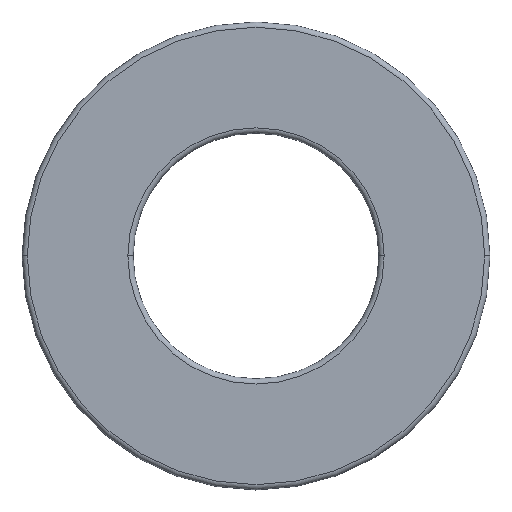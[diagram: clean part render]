
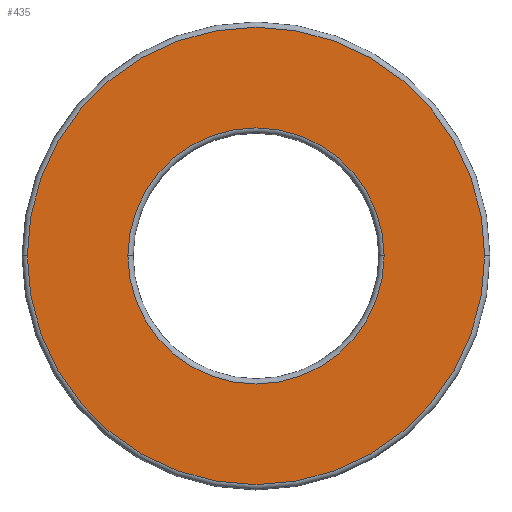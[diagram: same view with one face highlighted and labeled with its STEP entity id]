
A CAD part, top view. The second image highlights one B-rep face of the part: STEP entity #435.
In plain terms, the highlighted planar face has unit normal (0, 0, 1).
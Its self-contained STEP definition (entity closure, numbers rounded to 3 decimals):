
#13 = AXIS2_PLACEMENT_3D ( 'NONE', #55, #309, #88 ) ;
#17 = DIRECTION ( 'NONE',  ( 0., 0., -1. ) ) ;
#21 = AXIS2_PLACEMENT_3D ( 'NONE', #383, #202, #206 ) ;
#33 = FACE_BOUND ( 'NONE', #288, .T. ) ;
#42 = CARTESIAN_POINT ( 'NONE',  ( -4.38, 0., 0.9 ) ) ;
#48 = EDGE_CURVE ( 'NONE', #112, #446, #108, .T. ) ;
#55 = CARTESIAN_POINT ( 'NONE',  ( 0., 0., 0.9 ) ) ;
#73 = DIRECTION ( 'NONE',  ( 1., 0., 0. ) ) ;
#76 = ORIENTED_EDGE ( 'NONE', *, *, #48, .T. ) ;
#88 = DIRECTION ( 'NONE',  ( 1., 0., 0. ) ) ;
#89 = EDGE_CURVE ( 'NONE', #446, #112, #127, .T. ) ;
#108 = CIRCLE ( 'NONE', #21, 7.82 ) ;
#111 = FACE_OUTER_BOUND ( 'NONE', #332, .T. ) ;
#112 = VERTEX_POINT ( 'NONE', #380 ) ;
#119 = ORIENTED_EDGE ( 'NONE', *, *, #89, .T. ) ;
#127 = CIRCLE ( 'NONE', #168, 7.82 ) ;
#147 = CARTESIAN_POINT ( 'NONE',  ( 4.38, 0., 0.9 ) ) ;
#168 = AXIS2_PLACEMENT_3D ( 'NONE', #359, #392, #429 ) ;
#172 = ORIENTED_EDGE ( 'NONE', *, *, #349, .T. ) ;
#182 = PLANE ( 'NONE',  #13 ) ;
#191 = CIRCLE ( 'NONE', #295, 4.38 ) ;
#194 = AXIS2_PLACEMENT_3D ( 'NONE', #399, #428, #73 ) ;
#202 = DIRECTION ( 'NONE',  ( 0., 0., 1. ) ) ;
#206 = DIRECTION ( 'NONE',  ( 1., 0., 0. ) ) ;
#253 = CIRCLE ( 'NONE', #194, 4.38 ) ;
#288 = EDGE_LOOP ( 'NONE', ( #312, #172 ) ) ;
#295 = AXIS2_PLACEMENT_3D ( 'NONE', #372, #17, #408 ) ;
#308 = VERTEX_POINT ( 'NONE', #147 ) ;
#309 = DIRECTION ( 'NONE',  ( 0., 0., 1. ) ) ;
#312 = ORIENTED_EDGE ( 'NONE', *, *, #445, .T. ) ;
#330 = VERTEX_POINT ( 'NONE', #42 ) ;
#332 = EDGE_LOOP ( 'NONE', ( #76, #119 ) ) ;
#339 = CARTESIAN_POINT ( 'NONE',  ( -7.82, 0., 0.9 ) ) ;
#349 = EDGE_CURVE ( 'NONE', #330, #308, #253, .T. ) ;
#359 = CARTESIAN_POINT ( 'NONE',  ( 0., 0., 0.9 ) ) ;
#372 = CARTESIAN_POINT ( 'NONE',  ( 0., 0., 0.9 ) ) ;
#380 = CARTESIAN_POINT ( 'NONE',  ( 7.82, 0., 0.9 ) ) ;
#383 = CARTESIAN_POINT ( 'NONE',  ( 0., 0., 0.9 ) ) ;
#392 = DIRECTION ( 'NONE',  ( 0., 0., 1. ) ) ;
#399 = CARTESIAN_POINT ( 'NONE',  ( 0., 0., 0.9 ) ) ;
#408 = DIRECTION ( 'NONE',  ( 1., 0., 0. ) ) ;
#428 = DIRECTION ( 'NONE',  ( 0., 0., -1. ) ) ;
#429 = DIRECTION ( 'NONE',  ( 1., 0., 0. ) ) ;
#435 = ADVANCED_FACE ( 'NONE', ( #33, #111 ), #182, .T. ) ;
#445 = EDGE_CURVE ( 'NONE', #308, #330, #191, .T. ) ;
#446 = VERTEX_POINT ( 'NONE', #339 ) ;
